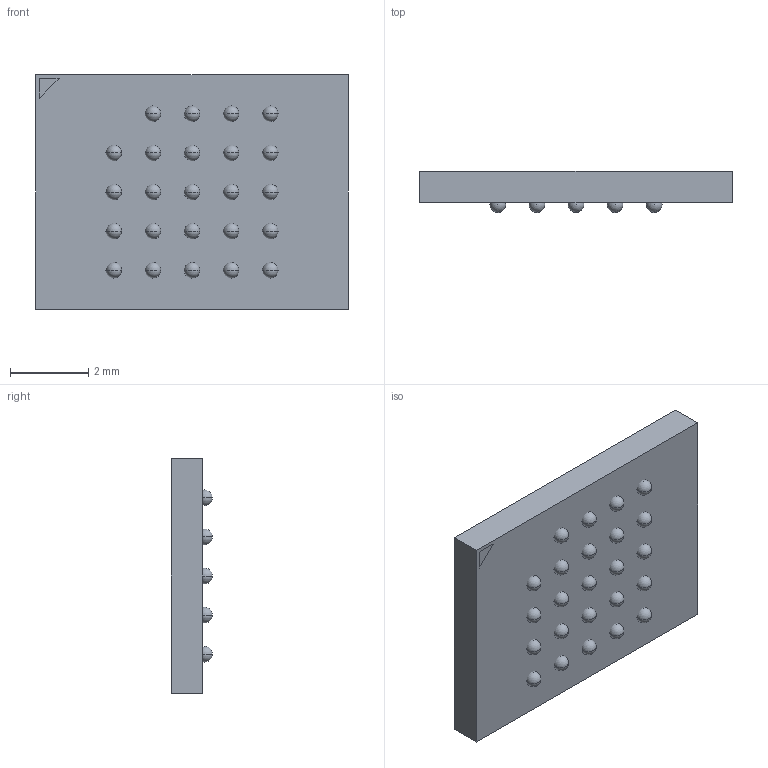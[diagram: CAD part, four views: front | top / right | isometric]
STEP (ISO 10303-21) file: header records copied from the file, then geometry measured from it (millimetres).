
FILE_DESCRIPTION (( 'STEP AP214' ), '1' );
FILE_NAME ('User Library-BGA 24 6x8.STEP', '2020-12-28T13:36:38', ( '' ), ( '' ), 'SwSTEP 2.0', 'SolidWorks 2020', '' );
FILE_SCHEMA (( 'AUTOMOTIVE_DESIGN' ));
Length unit declared in the file: millimetre
Products named in the file (1): User Library-BGA 24 6x8
Bounding box: 8 x 1.05 x 6 mm (x, y, z)
Volume: 39.2 mm3; surface area: 130.5 mm2
Topology: 25 solids, 25 shells, 137 faces, 396 edges, 272 vertices
Faces by surface type: plane 63, sphere 48, bspline 24, cone 2
Entity records: 5487 total; most frequent: CARTESIAN_POINT 2270, ORIENTED_EDGE 552, DIRECTION 508, EDGE_CURVE 276, VERTEX_POINT 200, LINE 176, VECTOR 176, AXIS2_PLACEMENT_3D 166
